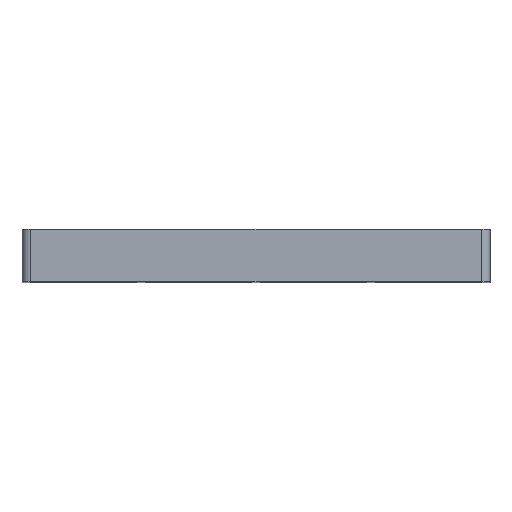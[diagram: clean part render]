
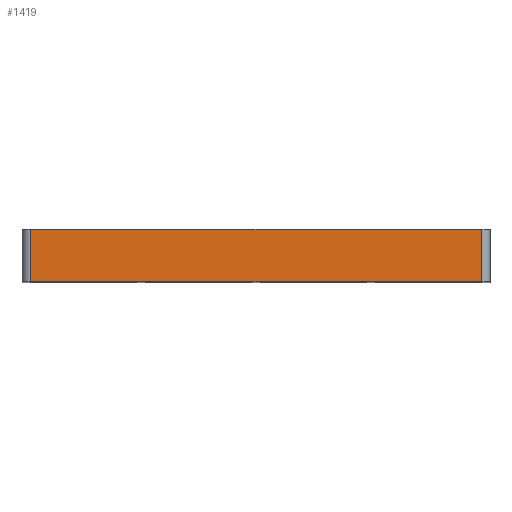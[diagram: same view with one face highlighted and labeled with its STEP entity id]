
A CAD part, top view. The second image highlights one B-rep face of the part: STEP entity #1419.
In plain terms, the highlighted planar face has unit normal (0, 0, 1).
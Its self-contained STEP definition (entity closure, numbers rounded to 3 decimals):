
#496=CARTESIAN_POINT('',(256.0,-3.0,298.0));
#497=VERTEX_POINT('',#496);
#505=CARTESIAN_POINT('',(-256.0,-3.0,298.0));
#506=VERTEX_POINT('',#505);
#507=CARTESIAN_POINT('',(256.0,-3.0,298.0));
#508=DIRECTION('',(-1.0,0.0,0.0));
#509=VECTOR('',#508,512.0);
#510=LINE('',#507,#509);
#511=EDGE_CURVE('',#497,#506,#510,.T.);
#818=CARTESIAN_POINT('',(-256.0,57.0,298.0));
#819=VERTEX_POINT('',#818);
#827=CARTESIAN_POINT('',(256.0,57.0,298.0));
#828=VERTEX_POINT('',#827);
#829=CARTESIAN_POINT('',(-256.0,57.0,298.0));
#830=DIRECTION('',(1.0,0.0,0.0));
#831=VECTOR('',#830,512.0);
#832=LINE('',#829,#831);
#833=EDGE_CURVE('',#819,#828,#832,.T.);
#1343=CARTESIAN_POINT('',(256.0,57.0,298.0));
#1344=DIRECTION('',(0.0,-1.0,0.0));
#1345=VECTOR('',#1344,60.0);
#1346=LINE('',#1343,#1345);
#1347=EDGE_CURVE('',#828,#497,#1346,.T.);
#1399=CARTESIAN_POINT('',(-256.0,-3.0,298.0));
#1400=DIRECTION('',(0.0,1.0,0.0));
#1401=VECTOR('',#1400,60.0);
#1402=LINE('',#1399,#1401);
#1403=EDGE_CURVE('',#506,#819,#1402,.T.);
#1408=CARTESIAN_POINT('',(-266.0,0.0,298.0));
#1409=DIRECTION('',(0.0,0.0,1.0));
#1410=DIRECTION('',(1.0,0.0,0.0));
#1411=AXIS2_PLACEMENT_3D('',#1408,#1409,#1410);
#1412=PLANE('',#1411);
#1413=ORIENTED_EDGE('',*,*,#1347,.F.);
#1414=ORIENTED_EDGE('',*,*,#833,.F.);
#1415=ORIENTED_EDGE('',*,*,#1403,.F.);
#1416=ORIENTED_EDGE('',*,*,#511,.F.);
#1417=EDGE_LOOP('',(#1413,#1414,#1415,#1416));
#1418=FACE_OUTER_BOUND('',#1417,.T.);
#1419=ADVANCED_FACE('',(#1418),#1412,.T.);
